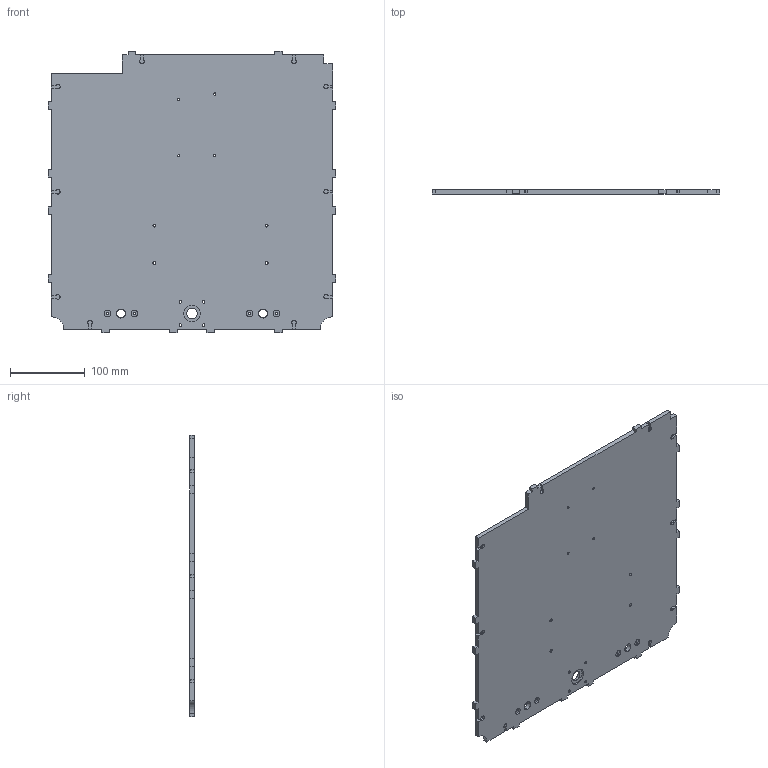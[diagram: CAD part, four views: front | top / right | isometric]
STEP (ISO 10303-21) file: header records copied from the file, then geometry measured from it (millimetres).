
FILE_DESCRIPTION(('none'),'2,1');
FILE_NAME('','Sat Jan 07 22:29:12 2017',('Unknown author'),(''),'HOOPS Exchange','Windows','Unknown authorisation');
FILE_SCHEMA( ('AUTOMOTIVE_DESIGN { 1 0 10303 214 1 1 1 1 }') );
Length unit declared in the file: millimetre
Products named in the file (2): panel_inferior; Predeterminado
Assembly tree (1 placements, depth 2):
  panel_inferior
    Predeterminado
Bounding box: 385 x 6 x 376 mm (x, y, z)
Volume: 807749.3 mm3; surface area: 282993.5 mm2
Topology: 1 solids, 1 shells, 243 faces, 708 edges, 472 vertices
Faces by surface type: plane 141, cylinder 102
Entity records: 16191 total; most frequent: CARTESIAN_POINT 4690, DEFINITIONAL_REPRESENTATION 1416, PCURVE 1416, ORIENTED_EDGE 1416, DIRECTION 1404, B_SPLINE_CURVE_WITH_KNOTS 1212, INTERSECTION_CURVE 708, EDGE_CURVE 708
